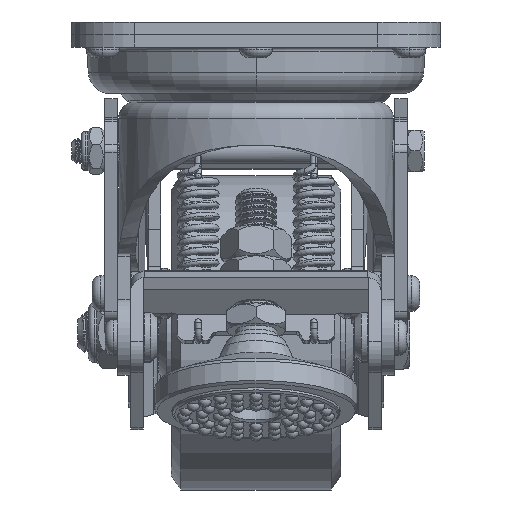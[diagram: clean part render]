
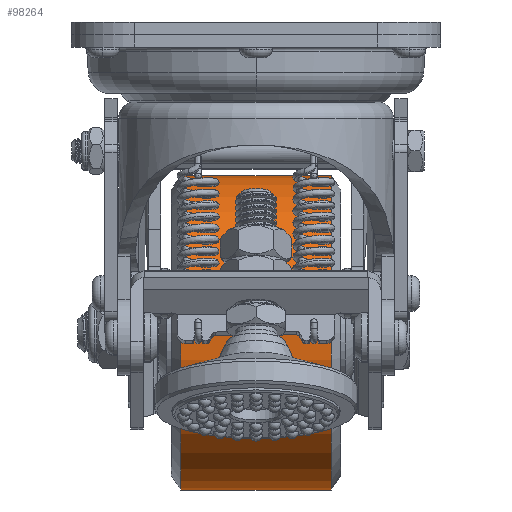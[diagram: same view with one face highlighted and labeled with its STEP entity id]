
A CAD part, front view. The second image highlights one B-rep face of the part: STEP entity #98264.
In plain terms, the highlighted cylindrical face has radius 37.5 mm (diameter 75 mm), a partial arc.
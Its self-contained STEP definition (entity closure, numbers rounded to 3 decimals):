
#8821 = DIRECTION ( 'NONE',  ( -1., 0., 0. ) ) ;
#9885 = VERTEX_POINT ( 'NONE', #96805 ) ;
#12479 = DIRECTION ( 'NONE',  ( -1., 0., 0. ) ) ;
#13858 = CARTESIAN_POINT ( 'NONE',  ( 16203.846, 8242.314, -56.308 ) ) ;
#16950 = EDGE_CURVE ( 'NONE', #39666, #9885, #95255, .T. ) ;
#22092 = EDGE_CURVE ( 'NONE', #70907, #59228, #85296, .T. ) ;
#26022 = AXIS2_PLACEMENT_3D ( 'NONE', #84327, #8821, #54670 ) ;
#31227 = DIRECTION ( 'NONE',  ( 0., 0., -1. ) ) ;
#34242 = CARTESIAN_POINT ( 'NONE',  ( 16165.679, 8242.314, -56.308 ) ) ;
#37180 = ORIENTED_EDGE ( 'NONE', *, *, #113192, .T. ) ;
#39666 = VERTEX_POINT ( 'NONE', #112792 ) ;
#39909 = FACE_OUTER_BOUND ( 'NONE', #90591, .T. ) ;
#42654 = EDGE_CURVE ( 'NONE', #70907, #9885, #68231, .T. ) ;
#45896 = AXIS2_PLACEMENT_3D ( 'NONE', #34242, #63908, #74400 ) ;
#54670 = DIRECTION ( 'NONE',  ( 0., 0., 1. ) ) ;
#54976 = VECTOR ( 'NONE', #12479, 1000. ) ;
#59228 = VERTEX_POINT ( 'NONE', #107276 ) ;
#63908 = DIRECTION ( 'NONE',  ( 1., 0., 0. ) ) ;
#68231 = LINE ( 'NONE', #97276, #54976 ) ;
#68984 = CYLINDRICAL_SURFACE ( 'NONE', #88482, 37.5 ) ;
#70907 = VERTEX_POINT ( 'NONE', #77707 ) ;
#74400 = DIRECTION ( 'NONE',  ( 0., 0., -1. ) ) ;
#77707 = CARTESIAN_POINT ( 'NONE',  ( 16201.513, 8242.314, -93.808 ) ) ;
#80088 = DIRECTION ( 'NONE',  ( -1., 0., 0. ) ) ;
#81222 = ORIENTED_EDGE ( 'NONE', *, *, #16950, .T. ) ;
#84327 = CARTESIAN_POINT ( 'NONE',  ( 16201.513, 8242.314, -56.308 ) ) ;
#85296 = CIRCLE ( 'NONE', #26022, 37.5 ) ;
#88482 = AXIS2_PLACEMENT_3D ( 'NONE', #13858, #80088, #31227 ) ;
#90591 = EDGE_LOOP ( 'NONE', ( #92258, #37180, #81222, #100215 ) ) ;
#92258 = ORIENTED_EDGE ( 'NONE', *, *, #22092, .T. ) ;
#93743 = VECTOR ( 'NONE', #104275, 1000. ) ;
#95255 = CIRCLE ( 'NONE', #45896, 37.5 ) ;
#96805 = CARTESIAN_POINT ( 'NONE',  ( 16165.679, 8242.314, -93.808 ) ) ;
#97276 = CARTESIAN_POINT ( 'NONE',  ( 16203.846, 8242.314, -93.808 ) ) ;
#98264 = ADVANCED_FACE ( 'NONE', ( #39909 ), #68984, .T. ) ;
#100215 = ORIENTED_EDGE ( 'NONE', *, *, #42654, .F. ) ;
#104275 = DIRECTION ( 'NONE',  ( -1., 0., 0. ) ) ;
#107276 = CARTESIAN_POINT ( 'NONE',  ( 16201.513, 8242.314, -18.808 ) ) ;
#112792 = CARTESIAN_POINT ( 'NONE',  ( 16165.679, 8242.314, -18.808 ) ) ;
#113192 = EDGE_CURVE ( 'NONE', #59228, #39666, #121008, .T. ) ;
#121008 = LINE ( 'NONE', #122220, #93743 ) ;
#122220 = CARTESIAN_POINT ( 'NONE',  ( 16203.846, 8242.314, -18.808 ) ) ;
